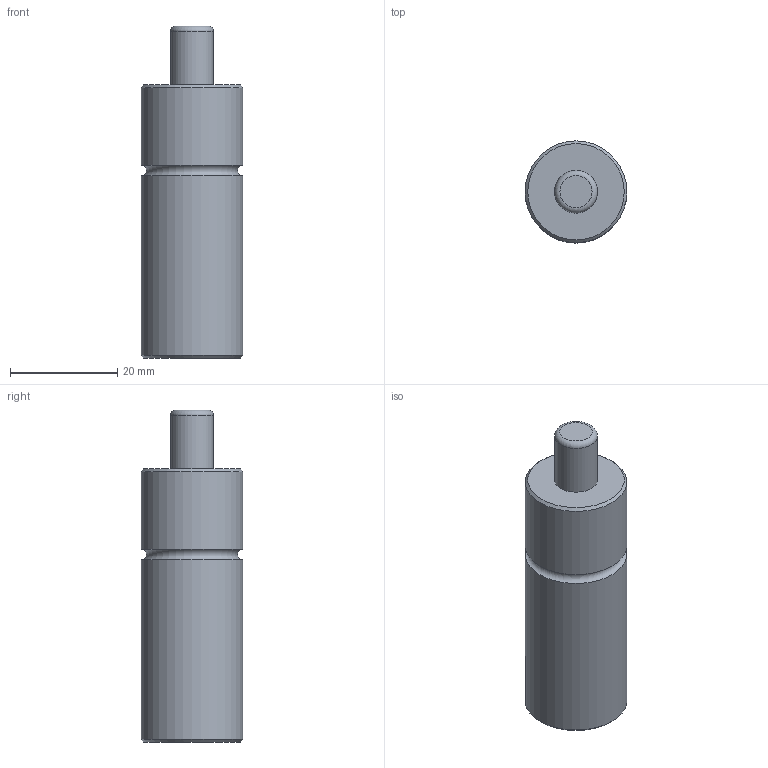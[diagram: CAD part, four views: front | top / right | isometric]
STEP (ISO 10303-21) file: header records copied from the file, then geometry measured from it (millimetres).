
FILE_DESCRIPTION(/* description */ ('STEP AP203'),/* implementation_level */ '2;1');
FILE_NAME(/* name */ 'K19_010_A.stp',/* time_stamp */ '2019-07-10T15:39:54+03:00',/* author */ ('Doğan'),/* organization */ (''),/* preprocessor_version */ 'ST-DEVELOPER v18',/* originating_system */ 'Autodesk Inventor 2020',/* authorisation */ '');
FILE_SCHEMA (('AUTOMOTIVE_DESIGN { 1 0 10303 214 3 1 1 }'));
Length unit declared in the file: millimetre
Products named in the file (1): K19_010_A
Bounding box: 19 x 19 x 62 mm (x, y, z)
Volume: 14677 mm3; surface area: 4074.3 mm2
Topology: 1 solids, 1 shells, 15 faces, 39 edges, 28 vertices
Faces by surface type: cylinder 5, cone 4, plane 4, torus 2
Full cylindrical faces by diameter (mm): 4 x1, 5 x1, 8 x1, 19 x2
Entity records: 526 total; most frequent: DIRECTION 99, CARTESIAN_POINT 82, ORIENTED_EDGE 76, AXIS2_PLACEMENT_3D 45, EDGE_CURVE 38, CIRCLE 29, VERTEX_POINT 28, EDGE_LOOP 18
